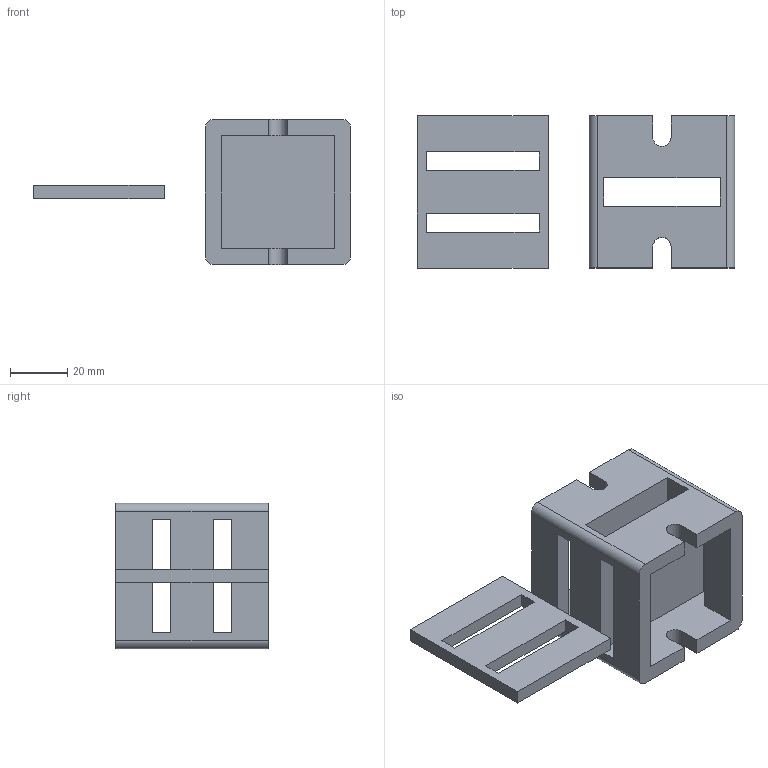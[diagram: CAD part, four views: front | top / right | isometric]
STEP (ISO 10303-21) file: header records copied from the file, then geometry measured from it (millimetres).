
FILE_DESCRIPTION(/* description */ (''),/* implementation_level */ '2;1');
FILE_NAME(/* name */ 'B295_Magnet Base Casing.stp',/* time_stamp */ '2025-08-28T15:13:41-04:00',/* author */ ('usman'),/* organization */ (''),/* preprocessor_version */ 'ST-DEVELOPER v20.1',/* originating_system */ 'Autodesk Inventor 2026',/* authorisation */ '');
FILE_SCHEMA (('AUTOMOTIVE_DESIGN { 1 0 10303 214 3 1 1 }'));
Length unit declared in the file: millimetre
Products named in the file (1): Part1
Bounding box: 110.8 x 53.09 x 50.8 mm (x, y, z)
Volume: 58907.4 mm3; surface area: 32742.1 mm2
Topology: 2 solids, 2 shells, 882 faces, 2469 edges, 1646 vertices
Faces by surface type: bspline 533, plane 341, cylinder 8
Entity records: 31210 total; most frequent: CARTESIAN_POINT 12100, ORIENTED_EDGE 4938, EDGE_CURVE 2469, DIRECTION 2119, VERTEX_POINT 1646, LINE 1387, VECTOR 1387, B_SPLINE_CURVE_WITH_KNOTS 1066
